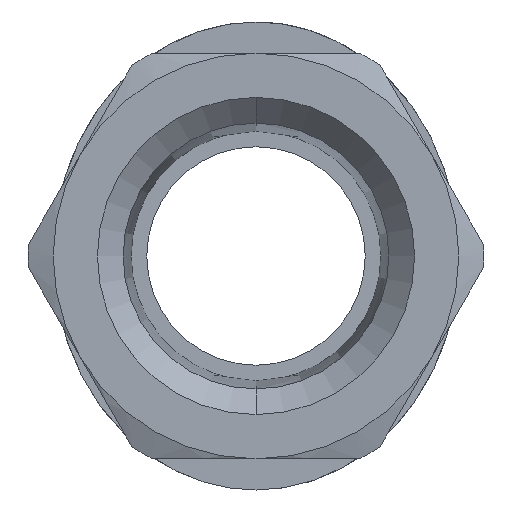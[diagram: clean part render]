
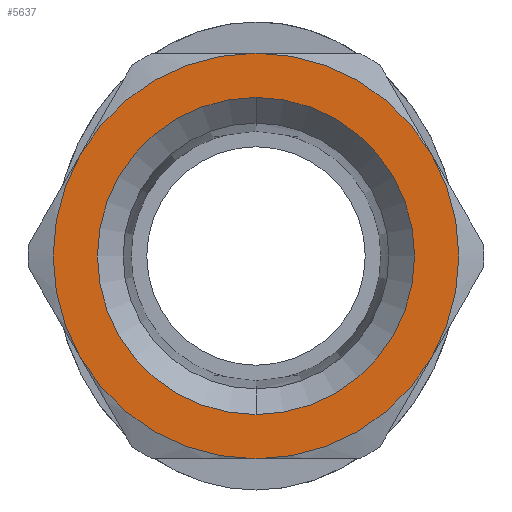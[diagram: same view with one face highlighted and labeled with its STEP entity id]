
A CAD part, front view. The second image highlights one B-rep face of the part: STEP entity #5637.
In plain terms, the highlighted planar face has unit normal (0, -1, 0).
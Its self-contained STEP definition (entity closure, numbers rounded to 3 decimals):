
#32 = VERTEX_POINT ( 'NONE', #10966 ) ;
#162 = CIRCLE ( 'NONE', #13218, 6.5 ) ;
#440 = DIRECTION ( 'NONE',  ( 0., 1., 0. ) ) ;
#505 = EDGE_CURVE ( 'NONE', #14219, #9608, #515, .T. ) ;
#515 = CIRCLE ( 'NONE', #2336, 6.5 ) ;
#595 = VERTEX_POINT ( 'NONE', #8760 ) ;
#830 = CARTESIAN_POINT ( 'NONE',  ( 0., -20.5, -5.083 ) ) ;
#1076 = EDGE_CURVE ( 'NONE', #9608, #14522, #162, .T. ) ;
#1552 = DIRECTION ( 'NONE',  ( 0., 1., 0. ) ) ;
#2060 = CIRCLE ( 'NONE', #2232, 6.5 ) ;
#2232 = AXIS2_PLACEMENT_3D ( 'NONE', #9441, #13012, #3627 ) ;
#2336 = AXIS2_PLACEMENT_3D ( 'NONE', #4867, #12877, #14018 ) ;
#2590 = FACE_BOUND ( 'NONE', #13855, .T. ) ;
#2591 = CIRCLE ( 'NONE', #13399, 6.5 ) ;
#2957 = FACE_OUTER_BOUND ( 'NONE', #9348, .T. ) ;
#3226 = CARTESIAN_POINT ( 'NONE',  ( 0., -20.5, 5.083 ) ) ;
#3275 = AXIS2_PLACEMENT_3D ( 'NONE', #7336, #4800, #9486 ) ;
#3627 = DIRECTION ( 'NONE',  ( 0., 0., 1. ) ) ;
#3698 = VERTEX_POINT ( 'NONE', #830 ) ;
#3850 = ORIENTED_EDGE ( 'NONE', *, *, #5626, .F. ) ;
#3993 = ORIENTED_EDGE ( 'NONE', *, *, #1076, .F. ) ;
#4432 = CIRCLE ( 'NONE', #12698, 5.083 ) ;
#4498 = EDGE_CURVE ( 'NONE', #12666, #3698, #4432, .T. ) ;
#4785 = ORIENTED_EDGE ( 'NONE', *, *, #9593, .F. ) ;
#4800 = DIRECTION ( 'NONE',  ( 0., 1., 0. ) ) ;
#4867 = CARTESIAN_POINT ( 'NONE',  ( 0., -20.5, 0. ) ) ;
#4879 = DIRECTION ( 'NONE',  ( 0., -1., 0. ) ) ;
#5025 = CIRCLE ( 'NONE', #8318, 6.5 ) ;
#5035 = DIRECTION ( 'NONE',  ( 0., 0., 1. ) ) ;
#5043 = ORIENTED_EDGE ( 'NONE', *, *, #14181, .F. ) ;
#5626 = EDGE_CURVE ( 'NONE', #32, #595, #2060, .T. ) ;
#5637 = ADVANCED_FACE ( 'NONE', ( #2590, #2957 ), #10676, .F. ) ;
#5733 = CIRCLE ( 'NONE', #12201, 6.5 ) ;
#5897 = DIRECTION ( 'NONE',  ( 0., 0., -1. ) ) ;
#5953 = CARTESIAN_POINT ( 'NONE',  ( 0., -20.5, 0. ) ) ;
#6232 = ORIENTED_EDGE ( 'NONE', *, *, #9274, .F. ) ;
#6369 = DIRECTION ( 'NONE',  ( 0., 1., 0. ) ) ;
#6460 = CARTESIAN_POINT ( 'NONE',  ( 0., -20.5, 6.5 ) ) ;
#6573 = CIRCLE ( 'NONE', #7009, 5.083 ) ;
#6848 = ORIENTED_EDGE ( 'NONE', *, *, #4498, .F. ) ;
#7009 = AXIS2_PLACEMENT_3D ( 'NONE', #13198, #8679, #12246 ) ;
#7336 = CARTESIAN_POINT ( 'NONE',  ( 0., -20.5, 0. ) ) ;
#7995 = DIRECTION ( 'NONE',  ( 0., 1., 0. ) ) ;
#8170 = ORIENTED_EDGE ( 'NONE', *, *, #505, .F. ) ;
#8318 = AXIS2_PLACEMENT_3D ( 'NONE', #11843, #440, #5035 ) ;
#8679 = DIRECTION ( 'NONE',  ( 0., -1., 0. ) ) ;
#8760 = CARTESIAN_POINT ( 'NONE',  ( 0., -20.5, -6.5 ) ) ;
#9274 = EDGE_CURVE ( 'NONE', #12563, #14219, #2591, .T. ) ;
#9348 = EDGE_LOOP ( 'NONE', ( #6232, #5043, #3850, #10521, #3993, #8170 ) ) ;
#9441 = CARTESIAN_POINT ( 'NONE',  ( 0., -20.5, 0. ) ) ;
#9486 = DIRECTION ( 'NONE',  ( 0., 0., 1. ) ) ;
#9593 = EDGE_CURVE ( 'NONE', #3698, #12666, #6573, .T. ) ;
#9608 = VERTEX_POINT ( 'NONE', #6460 ) ;
#9614 = CARTESIAN_POINT ( 'NONE',  ( 0., -20.5, 0. ) ) ;
#9777 = CARTESIAN_POINT ( 'NONE',  ( 0., -20.5, 0. ) ) ;
#9882 = DIRECTION ( 'NONE',  ( 0., 0., 1. ) ) ;
#10521 = ORIENTED_EDGE ( 'NONE', *, *, #12058, .F. ) ;
#10676 = PLANE ( 'NONE',  #3275 ) ;
#10800 = DIRECTION ( 'NONE',  ( 0., 0., 1. ) ) ;
#10966 = CARTESIAN_POINT ( 'NONE',  ( 5.629, -20.5, -3.25 ) ) ;
#11843 = CARTESIAN_POINT ( 'NONE',  ( 0., -20.5, 0. ) ) ;
#11933 = CARTESIAN_POINT ( 'NONE',  ( -5.629, -20.5, 3.25 ) ) ;
#12058 = EDGE_CURVE ( 'NONE', #14522, #32, #5025, .T. ) ;
#12201 = AXIS2_PLACEMENT_3D ( 'NONE', #9614, #1552, #10800 ) ;
#12246 = DIRECTION ( 'NONE',  ( 0., 0., -1. ) ) ;
#12403 = CARTESIAN_POINT ( 'NONE',  ( -5.629, -20.5, -3.25 ) ) ;
#12507 = CARTESIAN_POINT ( 'NONE',  ( 0., -20.5, 0. ) ) ;
#12563 = VERTEX_POINT ( 'NONE', #12403 ) ;
#12666 = VERTEX_POINT ( 'NONE', #3226 ) ;
#12698 = AXIS2_PLACEMENT_3D ( 'NONE', #5953, #4879, #5897 ) ;
#12877 = DIRECTION ( 'NONE',  ( 0., 1., 0. ) ) ;
#13012 = DIRECTION ( 'NONE',  ( 0., 1., 0. ) ) ;
#13198 = CARTESIAN_POINT ( 'NONE',  ( 0., -20.5, 0. ) ) ;
#13218 = AXIS2_PLACEMENT_3D ( 'NONE', #9777, #6369, #9882 ) ;
#13399 = AXIS2_PLACEMENT_3D ( 'NONE', #12507, #7995, #14746 ) ;
#13855 = EDGE_LOOP ( 'NONE', ( #4785, #6848 ) ) ;
#14018 = DIRECTION ( 'NONE',  ( 0., 0., 1. ) ) ;
#14181 = EDGE_CURVE ( 'NONE', #595, #12563, #5733, .T. ) ;
#14219 = VERTEX_POINT ( 'NONE', #11933 ) ;
#14522 = VERTEX_POINT ( 'NONE', #14860 ) ;
#14746 = DIRECTION ( 'NONE',  ( 0., 0., 1. ) ) ;
#14860 = CARTESIAN_POINT ( 'NONE',  ( 5.629, -20.5, 3.25 ) ) ;
